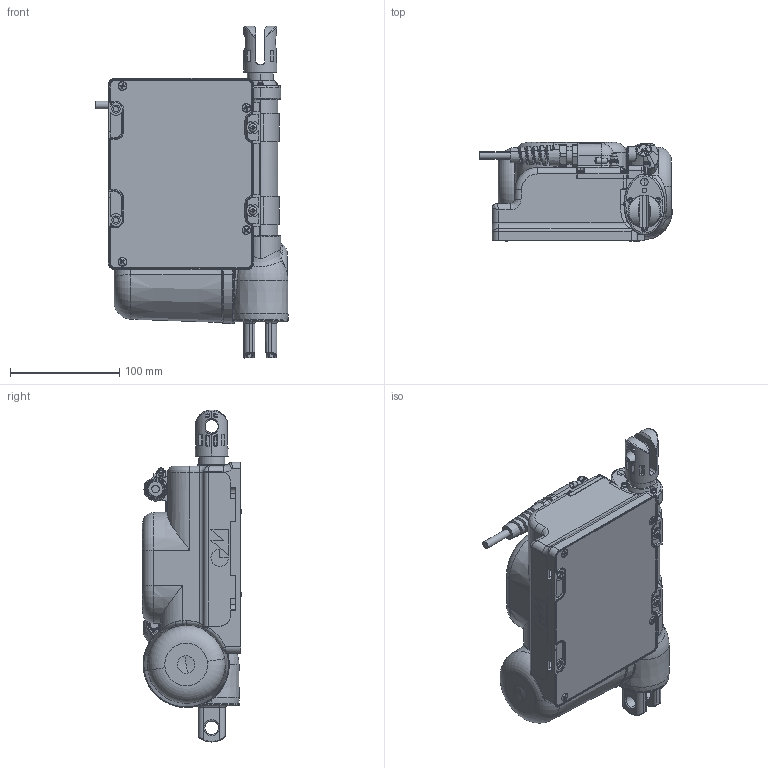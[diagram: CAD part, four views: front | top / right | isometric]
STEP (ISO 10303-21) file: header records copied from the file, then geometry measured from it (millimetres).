
FILE_DESCRIPTION (( 'STEP AP203' ), '1' );
FILE_NAME ('Megamat 2 + MCL.STEP', '2013-08-27T05:58:18', ( 'admin' ), ( 'Hewlett-Packard Company' ), 'SwSTEP 2.0', 'SolidWorks 2012', '' );
FILE_SCHEMA (( 'CONFIG_CONTROL_DESIGN' ));
Products named in the file (1): Megamat 2 + MCL
Bounding box: 176.72 x 90.7 x 303.98 mm (x, y, z)
Volume: 2319599.3 mm3; surface area: 205315.8 mm2
Topology: 1 solids, 1 shells, 2329 faces, 6162 edges, 3889 vertices
Faces by surface type: plane 1028, cylinder 498, bspline 385, cone 253, torus 96, sphere 69
Entity records: 90564 total; most frequent: CARTESIAN_POINT 37122, ORIENTED_EDGE 12266, DIRECTION 9790, EDGE_CURVE 6133, VERTEX_POINT 3888, AXIS2_PLACEMENT_3D 3479, VECTOR 2832, LINE 2832
